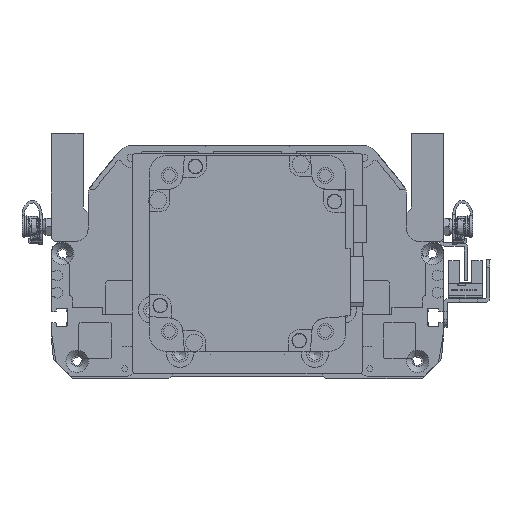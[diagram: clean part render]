
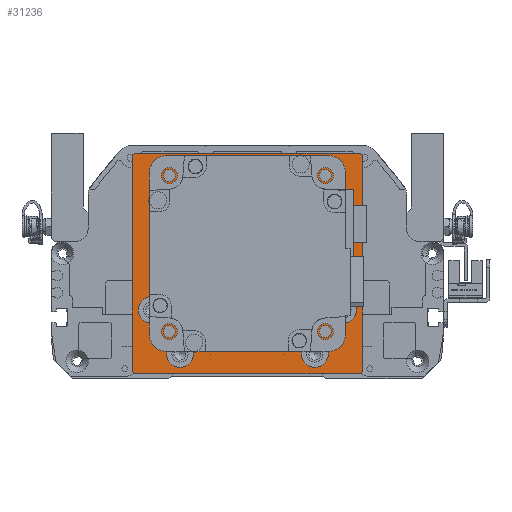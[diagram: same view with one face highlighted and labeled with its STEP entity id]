
A CAD part, front view. The second image highlights one B-rep face of the part: STEP entity #31236.
In plain terms, the highlighted face is planar.
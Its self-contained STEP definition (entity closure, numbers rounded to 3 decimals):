
#1959=FACE_BOUND('',#6773,.T.);
#1960=FACE_BOUND('',#6774,.T.);
#1961=FACE_BOUND('',#6775,.T.);
#1962=FACE_BOUND('',#6776,.T.);
#1963=FACE_BOUND('',#6777,.T.);
#1964=FACE_BOUND('',#6778,.T.);
#1965=FACE_BOUND('',#6779,.T.);
#1966=FACE_BOUND('',#6780,.T.);
#1967=FACE_BOUND('',#6781,.T.);
#2604=PLANE('',#34668);
#4854=FACE_OUTER_BOUND('',#6772,.T.);
#6772=EDGE_LOOP('',(#28499,#28500,#28501,#28502,#28503,#28504,#28505,#28506));
#6773=EDGE_LOOP('',(#28507));
#6774=EDGE_LOOP('',(#28508));
#6775=EDGE_LOOP('',(#28509));
#6776=EDGE_LOOP('',(#28510));
#6777=EDGE_LOOP('',(#28511));
#6778=EDGE_LOOP('',(#28512));
#6779=EDGE_LOOP('',(#28513));
#6780=EDGE_LOOP('',(#28514));
#6781=EDGE_LOOP('',(#28515));
#9170=LINE('',#55351,#11591);
#9172=LINE('',#55355,#11593);
#9175=LINE('',#55361,#11596);
#9176=LINE('',#55363,#11597);
#9177=LINE('',#55365,#11598);
#9178=LINE('',#55367,#11599);
#9179=LINE('',#55369,#11600);
#9180=LINE('',#55370,#11601);
#11591=VECTOR('',#42753,10.);
#11593=VECTOR('',#42757,10.);
#11596=VECTOR('',#42762,10.);
#11597=VECTOR('',#42763,10.);
#11598=VECTOR('',#42764,10.);
#11599=VECTOR('',#42765,10.);
#11600=VECTOR('',#42766,10.);
#11601=VECTOR('',#42767,10.);
#13212=CIRCLE('',#34669,35.);
#13213=CIRCLE('',#34670,2.459);
#13214=CIRCLE('',#34671,2.459);
#13215=CIRCLE('',#34672,2.459);
#13216=CIRCLE('',#34673,2.459);
#13217=CIRCLE('',#34674,5.5);
#13218=CIRCLE('',#34675,5.5);
#13219=CIRCLE('',#34676,5.5);
#13220=CIRCLE('',#34677,5.5);
#15982=VERTEX_POINT('',#55348);
#15983=VERTEX_POINT('',#55350);
#15984=VERTEX_POINT('',#55354);
#15986=VERTEX_POINT('',#55360);
#15987=VERTEX_POINT('',#55362);
#15988=VERTEX_POINT('',#55364);
#15989=VERTEX_POINT('',#55366);
#15990=VERTEX_POINT('',#55368);
#15991=VERTEX_POINT('',#55371);
#15992=VERTEX_POINT('',#55373);
#15993=VERTEX_POINT('',#55375);
#15994=VERTEX_POINT('',#55377);
#15995=VERTEX_POINT('',#55379);
#15996=VERTEX_POINT('',#55381);
#15997=VERTEX_POINT('',#55383);
#15998=VERTEX_POINT('',#55385);
#15999=VERTEX_POINT('',#55387);
#20218=EDGE_CURVE('',#15982,#15983,#9170,.T.);
#20220=EDGE_CURVE('',#15984,#15983,#9172,.T.);
#20223=EDGE_CURVE('',#15982,#15986,#9175,.T.);
#20224=EDGE_CURVE('',#15987,#15986,#9176,.T.);
#20225=EDGE_CURVE('',#15987,#15988,#9177,.T.);
#20226=EDGE_CURVE('',#15989,#15988,#9178,.T.);
#20227=EDGE_CURVE('',#15989,#15990,#9179,.T.);
#20228=EDGE_CURVE('',#15984,#15990,#9180,.T.);
#20229=EDGE_CURVE('',#15991,#15991,#13212,.T.);
#20230=EDGE_CURVE('',#15992,#15992,#13213,.T.);
#20231=EDGE_CURVE('',#15993,#15993,#13214,.T.);
#20232=EDGE_CURVE('',#15994,#15994,#13215,.T.);
#20233=EDGE_CURVE('',#15995,#15995,#13216,.T.);
#20234=EDGE_CURVE('',#15996,#15996,#13217,.T.);
#20235=EDGE_CURVE('',#15997,#15997,#13218,.T.);
#20236=EDGE_CURVE('',#15998,#15998,#13219,.T.);
#20237=EDGE_CURVE('',#15999,#15999,#13220,.T.);
#28499=ORIENTED_EDGE('',*,*,#20218,.F.);
#28500=ORIENTED_EDGE('',*,*,#20223,.T.);
#28501=ORIENTED_EDGE('',*,*,#20224,.F.);
#28502=ORIENTED_EDGE('',*,*,#20225,.T.);
#28503=ORIENTED_EDGE('',*,*,#20226,.F.);
#28504=ORIENTED_EDGE('',*,*,#20227,.T.);
#28505=ORIENTED_EDGE('',*,*,#20228,.F.);
#28506=ORIENTED_EDGE('',*,*,#20220,.T.);
#28507=ORIENTED_EDGE('',*,*,#20229,.T.);
#28508=ORIENTED_EDGE('',*,*,#20230,.T.);
#28509=ORIENTED_EDGE('',*,*,#20231,.T.);
#28510=ORIENTED_EDGE('',*,*,#20232,.T.);
#28511=ORIENTED_EDGE('',*,*,#20233,.T.);
#28512=ORIENTED_EDGE('',*,*,#20234,.T.);
#28513=ORIENTED_EDGE('',*,*,#20235,.T.);
#28514=ORIENTED_EDGE('',*,*,#20236,.T.);
#28515=ORIENTED_EDGE('',*,*,#20237,.T.);
#31236=ADVANCED_FACE('',(#4854,#1959,#1960,#1961,#1962,#1963,#1964,#1965,
#1966,#1967),#2604,.T.);
#34668=AXIS2_PLACEMENT_3D('',#55359,#42760,#42761);
#34669=AXIS2_PLACEMENT_3D('',#55372,#42768,#42769);
#34670=AXIS2_PLACEMENT_3D('',#55374,#42770,#42771);
#34671=AXIS2_PLACEMENT_3D('',#55376,#42772,#42773);
#34672=AXIS2_PLACEMENT_3D('',#55378,#42774,#42775);
#34673=AXIS2_PLACEMENT_3D('',#55380,#42776,#42777);
#34674=AXIS2_PLACEMENT_3D('',#55382,#42778,#42779);
#34675=AXIS2_PLACEMENT_3D('',#55384,#42780,#42781);
#34676=AXIS2_PLACEMENT_3D('',#55386,#42782,#42783);
#34677=AXIS2_PLACEMENT_3D('',#55388,#42784,#42785);
#42753=DIRECTION('',(0.707,0.707,0.));
#42757=DIRECTION('',(-1.,0.,0.));
#42760=DIRECTION('center_axis',(0.,0.,1.));
#42761=DIRECTION('ref_axis',(1.,0.,0.));
#42762=DIRECTION('',(0.,-1.,0.));
#42763=DIRECTION('',(-0.707,0.707,0.));
#42764=DIRECTION('',(1.,0.,0.));
#42765=DIRECTION('',(-0.707,-0.707,0.));
#42766=DIRECTION('',(0.,1.,0.));
#42767=DIRECTION('',(0.707,-0.707,0.));
#42768=DIRECTION('center_axis',(0.,0.,-1.));
#42769=DIRECTION('ref_axis',(1.,0.,0.));
#42770=DIRECTION('center_axis',(0.,0.,-1.));
#42771=DIRECTION('ref_axis',(1.,0.,0.));
#42772=DIRECTION('center_axis',(0.,0.,-1.));
#42773=DIRECTION('ref_axis',(1.,0.,0.));
#42774=DIRECTION('center_axis',(0.,0.,-1.));
#42775=DIRECTION('ref_axis',(1.,0.,0.));
#42776=DIRECTION('center_axis',(0.,0.,-1.));
#42777=DIRECTION('ref_axis',(1.,0.,0.));
#42778=DIRECTION('center_axis',(0.,0.,-1.));
#42779=DIRECTION('ref_axis',(1.,0.,0.));
#42780=DIRECTION('center_axis',(0.,0.,-1.));
#42781=DIRECTION('ref_axis',(1.,0.,0.));
#42782=DIRECTION('center_axis',(0.,0.,-1.));
#42783=DIRECTION('ref_axis',(1.,0.,0.));
#42784=DIRECTION('center_axis',(0.,0.,-1.));
#42785=DIRECTION('ref_axis',(1.,0.,0.));
#55348=CARTESIAN_POINT('',(-47.,44.5,76.));
#55350=CARTESIAN_POINT('',(-46.,45.5,76.));
#55351=CARTESIAN_POINT('',(-46.125,45.375,76.));
#55354=CARTESIAN_POINT('',(46.,45.5,76.));
#55355=CARTESIAN_POINT('',(47.,45.5,76.));
#55359=CARTESIAN_POINT('Origin',(0.,0.,
76.));
#55360=CARTESIAN_POINT('',(-47.,-43.5,76.));
#55361=CARTESIAN_POINT('',(-47.,44.5,76.));
#55362=CARTESIAN_POINT('',(-46.,-44.5,76.));
#55363=CARTESIAN_POINT('',(-45.875,-44.625,76.));
#55364=CARTESIAN_POINT('',(46.,-44.5,76.));
#55365=CARTESIAN_POINT('',(-47.,-44.5,76.));
#55366=CARTESIAN_POINT('',(47.,-43.5,76.));
#55367=CARTESIAN_POINT('',(45.875,-44.625,76.));
#55368=CARTESIAN_POINT('',(47.,44.5,76.));
#55369=CARTESIAN_POINT('',(47.,-44.5,76.));
#55370=CARTESIAN_POINT('',(46.125,45.375,76.));
#55371=CARTESIAN_POINT('',(-35.,4.5,76.));
#55372=CARTESIAN_POINT('Origin',(0.,4.5,76.));
#55373=CARTESIAN_POINT('',(29.361,-27.32,76.));
#55374=CARTESIAN_POINT('Origin',(31.82,-27.32,76.));
#55375=CARTESIAN_POINT('',(29.361,36.32,76.));
#55376=CARTESIAN_POINT('Origin',(31.82,36.32,76.));
#55377=CARTESIAN_POINT('',(-34.278,36.32,76.));
#55378=CARTESIAN_POINT('Origin',(-31.82,36.32,76.));
#55379=CARTESIAN_POINT('',(-34.278,-27.32,76.));
#55380=CARTESIAN_POINT('Origin',(-31.82,-27.32,76.));
#55381=CARTESIAN_POINT('',(-44.5,-18.5,76.));
#55382=CARTESIAN_POINT('Origin',(-39.,-18.5,76.));
#55383=CARTESIAN_POINT('',(33.5,-18.5,76.));
#55384=CARTESIAN_POINT('Origin',(39.,-18.5,76.));
#55385=CARTESIAN_POINT('',(22.,-36.5,76.));
#55386=CARTESIAN_POINT('Origin',(27.5,-36.5,76.));
#55387=CARTESIAN_POINT('',(-33.,-36.5,76.));
#55388=CARTESIAN_POINT('Origin',(-27.5,-36.5,76.));
